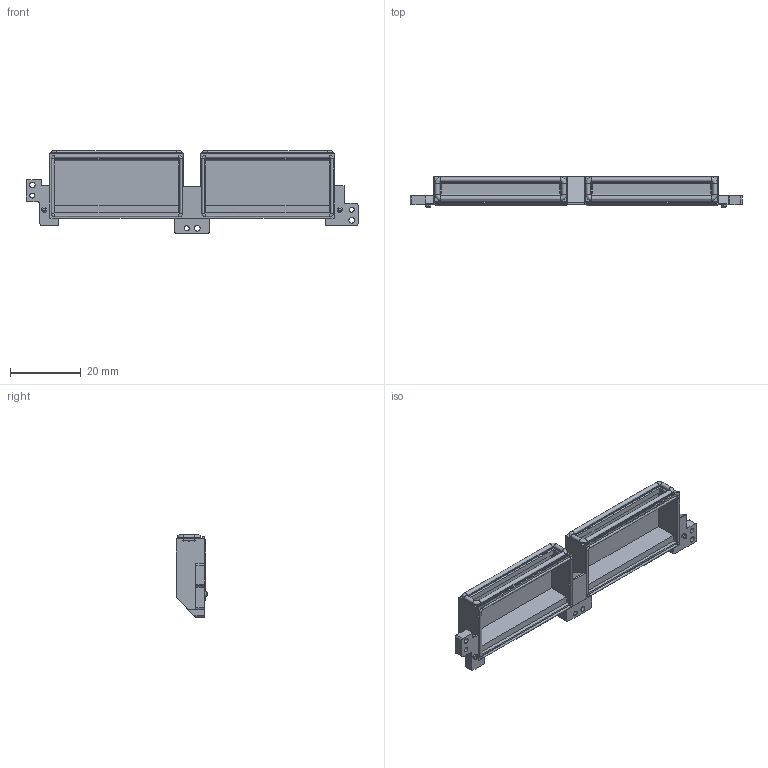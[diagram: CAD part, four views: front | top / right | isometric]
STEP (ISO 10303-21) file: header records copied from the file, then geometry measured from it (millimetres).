
FILE_DESCRIPTION (( 'STEP AP214' ), '1' );
FILE_NAME ('05-00180--A114183-001.STEP', '2020-09-23T12:52:20', ( '' ), ( '' ), 'SwSTEP 2.0', 'SolidWorks 2018', '' );
FILE_SCHEMA (( 'AUTOMOTIVE_DESIGN' ));
Length unit declared in the file: millimetre
Products named in the file (2): 05-00180--A114183-001
Bounding box: 93.8 x 9 x 23.2 mm (x, y, z)
Volume: 3681.4 mm3; surface area: 9015.6 mm2
Topology: 5 solids, 7 shells, 852 faces, 2216 edges, 1384 vertices
Faces by surface type: plane 569, cylinder 199, torus 80, cone 4
Entity records: 26029 total; most frequent: CARTESIAN_POINT 4960, ORIENTED_EDGE 4432, DIRECTION 4426, EDGE_CURVE 2216, AXIS2_PLACEMENT_3D 1492, LINE 1442, VECTOR 1442, VERTEX_POINT 1384
